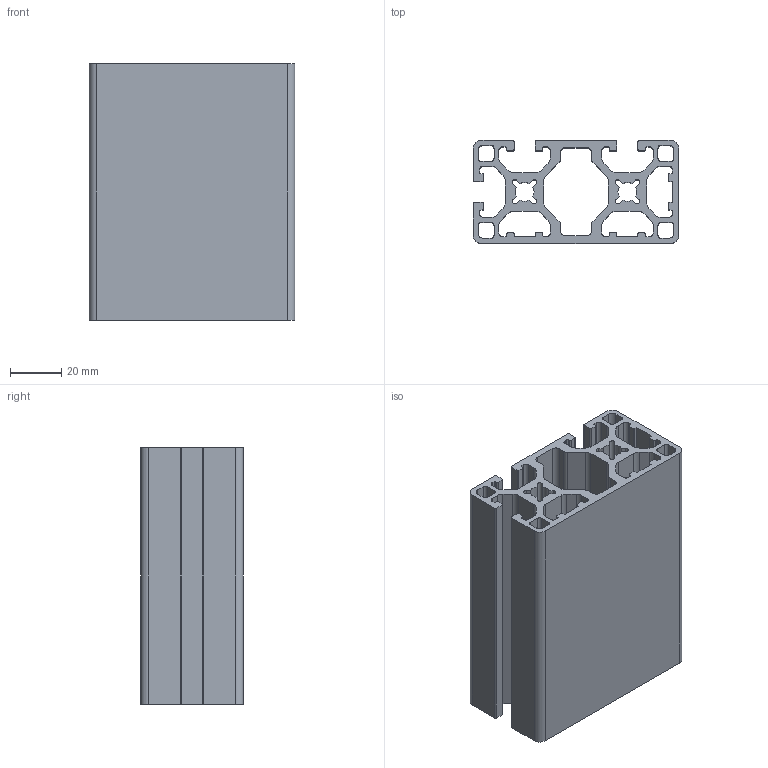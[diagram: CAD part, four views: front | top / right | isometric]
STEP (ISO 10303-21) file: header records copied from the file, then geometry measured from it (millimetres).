
FILE_DESCRIPTION(/* description */ ('Profil 40x80L-tři drážky'),/* implementation_level */ '2;1');
FILE_NAME(/* name */ '134080L.stp',/* time_stamp */ '2018-04-29T16:14:26+02:00',/* author */ ('Roudná'),/* organization */ ('Alutec K&K'),/* preprocessor_version */ 'ST-DEVELOPER v16.1',/* originating_system */ 'Autodesk Inventor 2016',/* authorisation */ '');
FILE_SCHEMA (('AUTOMOTIVE_DESIGN { 1 0 10303 214 3 1 1 }'));
Length unit declared in the file: millimetre
Products named in the file (1): 134080L
Bounding box: 80 x 40 x 100 mm (x, y, z)
Volume: 120600.6 mm3; surface area: 84150.5 mm2
Topology: 1 solids, 1 shells, 260 faces, 774 edges, 516 vertices
Faces by surface type: plane 134, cylinder 126
Entity records: 8854 total; most frequent: CARTESIAN_POINT 1551, ORIENTED_EDGE 1548, DIRECTION 1548, EDGE_CURVE 774, LINE 522, VECTOR 522, VERTEX_POINT 516, AXIS2_PLACEMENT_3D 513
